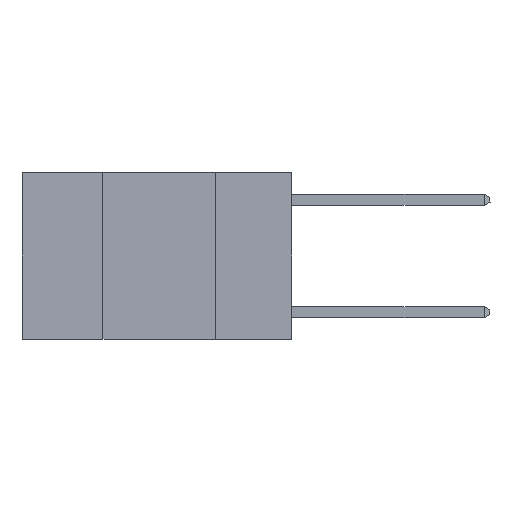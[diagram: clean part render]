
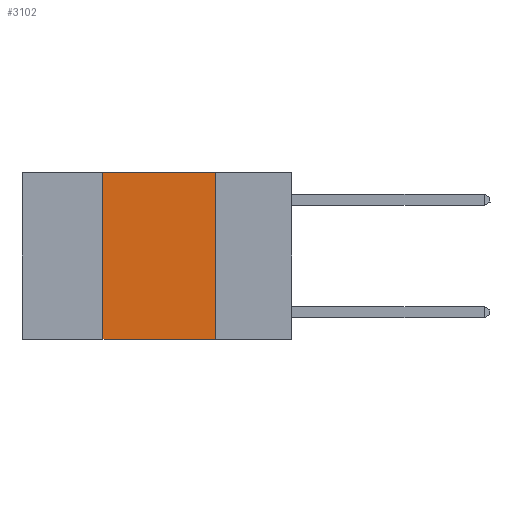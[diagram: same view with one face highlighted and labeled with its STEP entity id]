
A CAD part, left-side view. The second image highlights one B-rep face of the part: STEP entity #3102.
In plain terms, the highlighted planar face has unit normal (-1, 0, 0).
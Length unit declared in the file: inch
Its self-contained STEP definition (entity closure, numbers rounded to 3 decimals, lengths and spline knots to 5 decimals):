
#1655 = VERTEX_POINT ( 'NONE', #13175 ) ;
#2399 = CARTESIAN_POINT ( 'NONE',  ( 0., 0.6, 0. ) ) ;
#2583 = ORIENTED_EDGE ( 'NONE', *, *, #15032, .T. ) ;
#2947 = CARTESIAN_POINT ( 'NONE',  ( 0., 0.6, -0.37 ) ) ;
#3102 = ADVANCED_FACE ( 'NONE', ( #16477 ), #11065, .F. ) ;
#3881 = ORIENTED_EDGE ( 'NONE', *, *, #15682, .F. ) ;
#4163 = DIRECTION ( 'NONE',  ( 0., 0., -1. ) ) ;
#4333 = VERTEX_POINT ( 'NONE', #5264 ) ;
#4530 = CARTESIAN_POINT ( 'NONE',  ( 0., 0.42, 0. ) ) ;
#4545 = CARTESIAN_POINT ( 'NONE',  ( 0., 0.17, -0.37 ) ) ;
#4883 = VECTOR ( 'NONE', #18935, 39.37008 ) ;
#4919 = VERTEX_POINT ( 'NONE', #17004 ) ;
#5264 = CARTESIAN_POINT ( 'NONE',  ( 0., 0.17, 0. ) ) ;
#5316 = VERTEX_POINT ( 'NONE', #4545 ) ;
#5581 = EDGE_LOOP ( 'NONE', ( #21100, #15801, #3881, #2583 ) ) ;
#6772 = LINE ( 'NONE', #4530, #10814 ) ;
#6927 = CARTESIAN_POINT ( 'NONE',  ( 0., 0.17, 0. ) ) ;
#6942 = VECTOR ( 'NONE', #13582, 39.37008 ) ;
#8661 = LINE ( 'NONE', #2947, #22228 ) ;
#10814 = VECTOR ( 'NONE', #18314, 39.37008 ) ;
#11065 = PLANE ( 'NONE',  #11637 ) ;
#11140 = EDGE_CURVE ( 'NONE', #4919, #4333, #19549, .T. ) ;
#11637 = AXIS2_PLACEMENT_3D ( 'NONE', #2399, #14541, #4163 ) ;
#11832 = CARTESIAN_POINT ( 'NONE',  ( 0., 0.6, 0. ) ) ;
#13175 = CARTESIAN_POINT ( 'NONE',  ( 0., 0.42, -0.37 ) ) ;
#13338 = DIRECTION ( 'NONE',  ( 0., -1., 0. ) ) ;
#13563 = LINE ( 'NONE', #6927, #4883 ) ;
#13582 = DIRECTION ( 'NONE',  ( 0., -1., 0. ) ) ;
#14541 = DIRECTION ( 'NONE',  ( 1., 0., 0. ) ) ;
#15032 = EDGE_CURVE ( 'NONE', #1655, #5316, #8661, .T. ) ;
#15682 = EDGE_CURVE ( 'NONE', #1655, #4919, #6772, .T. ) ;
#15801 = ORIENTED_EDGE ( 'NONE', *, *, #11140, .F. ) ;
#16477 = FACE_OUTER_BOUND ( 'NONE', #5581, .T. ) ;
#16834 = EDGE_CURVE ( 'NONE', #4333, #5316, #13563, .T. ) ;
#17004 = CARTESIAN_POINT ( 'NONE',  ( 0., 0.42, 0. ) ) ;
#18314 = DIRECTION ( 'NONE',  ( 0., 0., 1. ) ) ;
#18935 = DIRECTION ( 'NONE',  ( 0., 0., -1. ) ) ;
#19549 = LINE ( 'NONE', #11832, #6942 ) ;
#21100 = ORIENTED_EDGE ( 'NONE', *, *, #16834, .F. ) ;
#22228 = VECTOR ( 'NONE', #13338, 39.37008 ) ;
